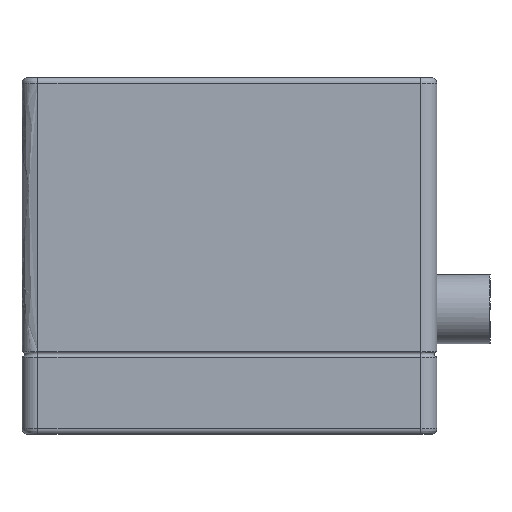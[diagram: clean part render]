
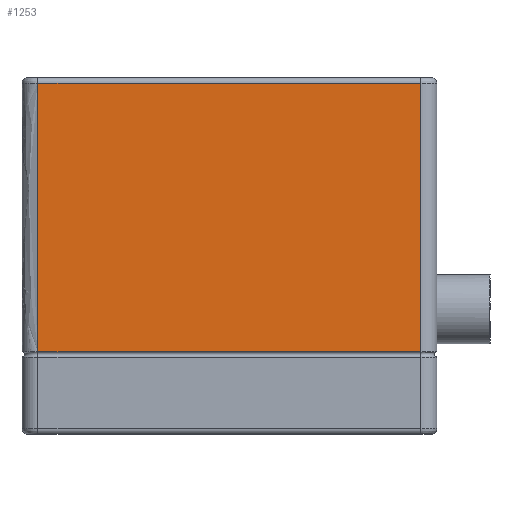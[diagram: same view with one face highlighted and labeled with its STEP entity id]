
A CAD part, front view. The second image highlights one B-rep face of the part: STEP entity #1253.
In plain terms, the highlighted free-form (B-spline) face has degree [1, 1] with [2, 2] control points.
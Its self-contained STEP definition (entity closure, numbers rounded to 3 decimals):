
#426 = VERTEX_POINT('',#427);
#427 = CARTESIAN_POINT('',(36.72,-20.4,
    15.81));
#639 = VERTEX_POINT('',#640);
#640 = CARTESIAN_POINT('',(-36.72,-20.4,
    15.81));
#682 = EDGE_CURVE('',#639,#426,#683,.T.);
#683 = B_SPLINE_CURVE_WITH_KNOTS('',1,(#684,#685),.UNSPECIFIED.,.F.,.F.,
  (2,2),(-72.,0.),.PIECEWISE_BEZIER_KNOTS.);
#684 = CARTESIAN_POINT('',(-36.72,-20.4,
    15.81));
#685 = CARTESIAN_POINT('',(36.72,-20.4,
    15.81));
#784 = VERTEX_POINT('',#785);
#785 = CARTESIAN_POINT('',(36.72,-20.4,
    67.321));
#791 = EDGE_CURVE('',#784,#426,#792,.T.);
#792 = B_SPLINE_CURVE_WITH_KNOTS('',1,(#793,#794),.UNSPECIFIED.,.F.,.F.,
  (2,2),(-66.,-15.5),.PIECEWISE_BEZIER_KNOTS.);
#793 = CARTESIAN_POINT('',(36.72,-20.4,
    67.321));
#794 = CARTESIAN_POINT('',(36.72,-20.4,
    15.81));
#1171 = VERTEX_POINT('',#1172);
#1172 = CARTESIAN_POINT('',(-36.72,-20.4,
    67.321));
#1178 = EDGE_CURVE('',#1171,#784,#1179,.T.);
#1179 = B_SPLINE_CURVE_WITH_KNOTS('',1,(#1180,#1181),.UNSPECIFIED.,.F.,
  .F.,(2,2),(-16.5,55.5),.PIECEWISE_BEZIER_KNOTS.);
#1180 = CARTESIAN_POINT('',(-36.72,-20.4,
    67.321));
#1181 = CARTESIAN_POINT('',(36.72,-20.4,
    67.321));
#1253 = ADVANCED_FACE('',(#1254),#1264,.T.);
#1254 = FACE_BOUND('',#1255,.T.);
#1255 = EDGE_LOOP('',(#1256,#1257,#1258,#1259));
#1256 = ORIENTED_EDGE('',*,*,#682,.T.);
#1257 = ORIENTED_EDGE('',*,*,#791,.F.);
#1258 = ORIENTED_EDGE('',*,*,#1178,.F.);
#1259 = ORIENTED_EDGE('',*,*,#1260,.F.);
#1260 = EDGE_CURVE('',#639,#1171,#1261,.T.);
#1261 = B_SPLINE_CURVE_WITH_KNOTS('',1,(#1262,#1263),.UNSPECIFIED.,.F.,
  .F.,(2,2),(15.5,66.),.PIECEWISE_BEZIER_KNOTS.);
#1262 = CARTESIAN_POINT('',(-36.72,-20.4,
    15.81));
#1263 = CARTESIAN_POINT('',(-36.72,-20.4,
    67.321));
#1264 = B_SPLINE_SURFACE_WITH_KNOTS('',1,1,(
    (#1265,#1266)
    ,(#1267,#1268
    )),.UNSPECIFIED.,.F.,.F.,.F.,(2,2),(2,2),(3.,75.),(15.5,66.),
  .PIECEWISE_BEZIER_KNOTS.);
#1265 = CARTESIAN_POINT('',(-36.72,-20.4,
    15.81));
#1266 = CARTESIAN_POINT('',(-36.72,-20.4,
    67.321));
#1267 = CARTESIAN_POINT('',(36.72,-20.4,
    15.81));
#1268 = CARTESIAN_POINT('',(36.72,-20.4,
    67.321));
